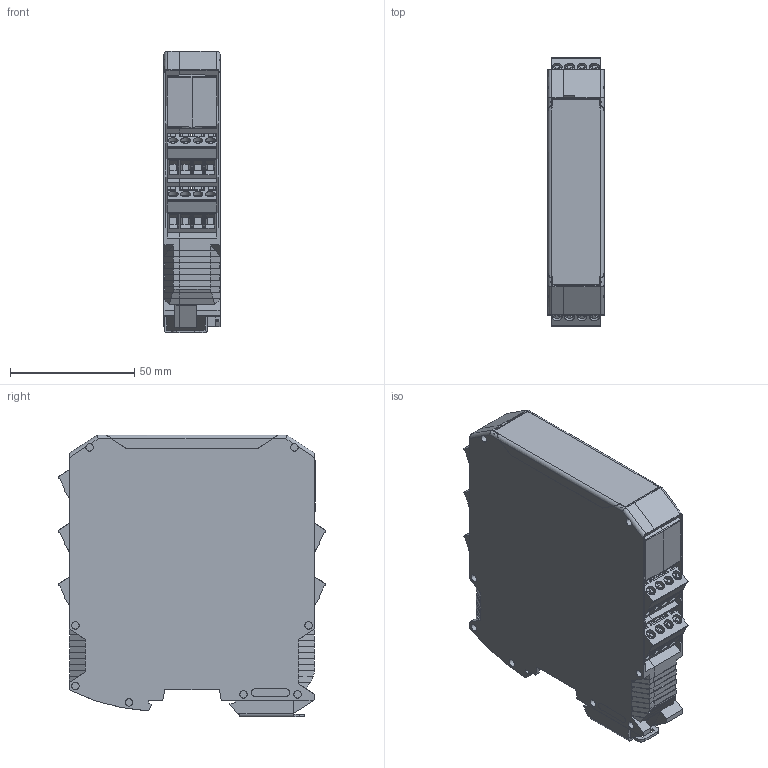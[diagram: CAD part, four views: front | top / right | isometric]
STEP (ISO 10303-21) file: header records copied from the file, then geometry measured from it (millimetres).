
FILE_DESCRIPTION (( 'STEP AP214' ), '1' );
FILE_NAME ('MOSAIC-MA4.STEP', '2021-08-27T12:50:44', ( '' ), ( '' ), 'SwSTEP 2.0', 'SolidWorks 2021', '' );
FILE_SCHEMA (( 'AUTOMOTIVE_DESIGN' ));
Length unit declared in the file: inch
Products named in the file (1): MOSAIC-MA4
Bounding box: 22.61 x 107.95 x 113.6 mm (x, y, z)
Volume: 60149.6 mm3; surface area: 80667.1 mm2
Topology: 11 solids, 11 shells, 2059 faces, 5586 edges, 3681 vertices
Faces by surface type: plane 1740, cylinder 316, bspline 2, cone 1
Full cylindrical faces by diameter (mm): 1.35 x2, 1.4 x24, 1.6 x1, 2.8 x21, 3 x21, 3.796 x20, 4 x20, 4.5 x1
Entity records: 90091 total; most frequent: CARTESIAN_POINT 11636, ORIENTED_EDGE 10892, DIRECTION 10059, EDGE_CURVE 5446, LINE 4709, VECTOR 4709, VERTEX_POINT 3654, AXIS2_PLACEMENT_3D 2675
